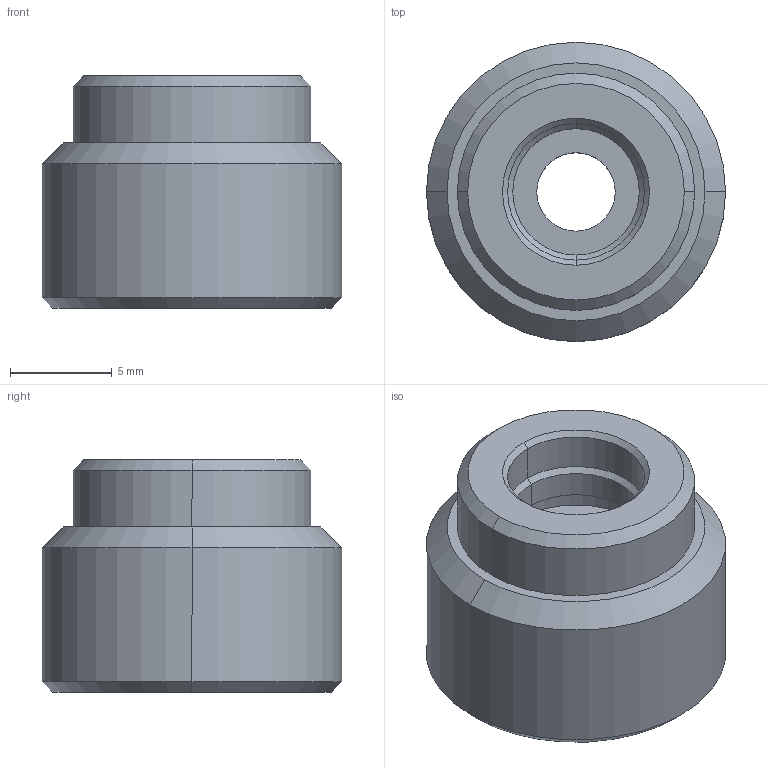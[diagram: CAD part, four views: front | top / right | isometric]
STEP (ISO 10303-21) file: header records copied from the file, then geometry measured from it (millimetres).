
FILE_DESCRIPTION (( 'STEP AP214' ), '1' );
FILE_NAME ('8548-E0W.STEP', '2016-12-05T15:25:22', ( 'admin' ), ( '' ), 'SwSTEP 2.0', 'SolidWorks 2016', '' );
FILE_SCHEMA (( 'AUTOMOTIVE_DESIGN' ));
Length unit declared in the file: inch
Products named in the file (1): 8548-E0W
Bounding box: 14.73 x 14.73 x 11.43 mm (x, y, z)
Volume: 1444.6 mm3; surface area: 954.7 mm2
Topology: 1 solids, 1 shells, 208 faces, 540 edges, 356 vertices
Faces by surface type: plane 118, bspline 59, cylinder 19, cone 12
Entity records: 9360 total; most frequent: CARTESIAN_POINT 1872, ORIENTED_EDGE 1080, DIRECTION 772, EDGE_CURVE 540, VECTOR 372, LINE 372, VERTEX_POINT 356, EDGE_LOOP 232
